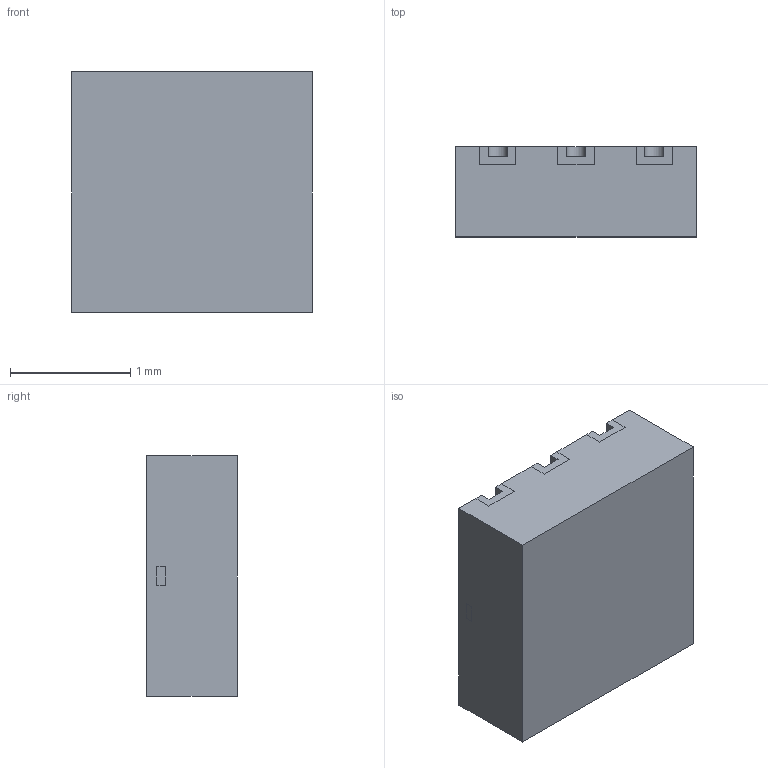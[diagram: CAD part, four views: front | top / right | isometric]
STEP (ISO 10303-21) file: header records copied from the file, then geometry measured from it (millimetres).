
FILE_DESCRIPTION(/* description */ ('Unknown'),/* implementation_level */ '2;1');
FILE_NAME(/* name */ 'DFN2020D-6',/* time_stamp */ '2023-05-05T10:59:33+08:00',/* author */ ('Unknown'),/* organization */ ('Unknown'),/* preprocessor_version */ 'ST-DEVELOPER v18.102',/* originating_system */ 'Solid Edge',/* authorisation */ 'Unknown');
FILE_SCHEMA (('AUTOMOTIVE_DESIGN {1 0 10303 214 3 1 1}'));
Length unit declared in the file: millimetre
Products named in the file (3): DFN2020D-6; Compound; LDF
Assembly tree (2 placements, depth 2):
  DFN2020D-6
    Compound
    LDF
Bounding box: 2 x 0.75 x 2 mm (x, y, z)
Volume: 3 mm3; surface area: 25.6 mm2
Topology: 8 solids, 8 shells, 231 faces, 642 edges, 428 vertices
Faces by surface type: plane 185, cylinder 46
Entity records: 8157 total; most frequent: CARTESIAN_POINT 1304, ORIENTED_EDGE 1284, DIRECTION 1202, EDGE_CURVE 642, LINE 550, VECTOR 550, VERTEX_POINT 428, AXIS2_PLACEMENT_3D 326
